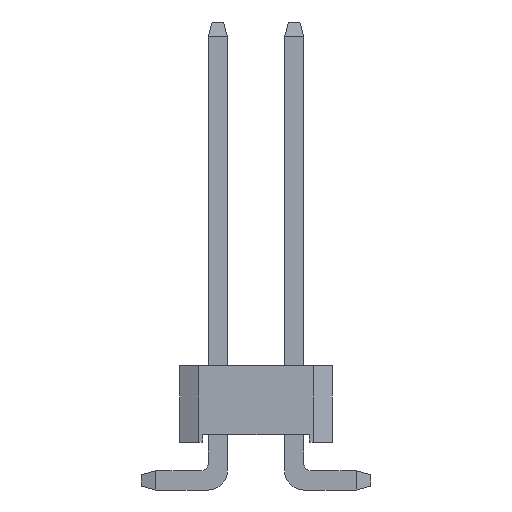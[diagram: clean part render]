
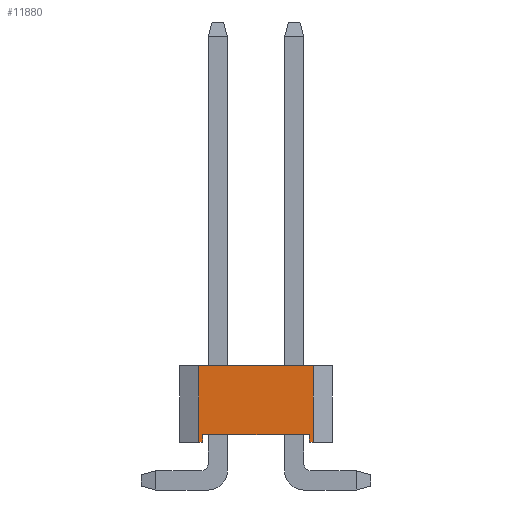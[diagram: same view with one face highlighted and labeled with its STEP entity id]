
A CAD part, left-side view. The second image highlights one B-rep face of the part: STEP entity #11880.
In plain terms, the highlighted planar face has unit normal (-1, 0, 0).
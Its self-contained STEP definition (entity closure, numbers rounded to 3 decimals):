
#681 = EDGE_LOOP ( 'NONE', ( #8852, #12252, #9595, #10655, #3097, #25488, #16885, #9882 ) ) ;
#1172 = CARTESIAN_POINT ( 'NONE',  ( -5., 1.4, 0.2 ) ) ;
#2019 = EDGE_CURVE ( 'NONE', #23778, #22984, #15620, .T. ) ;
#2068 = VERTEX_POINT ( 'NONE', #1172 ) ;
#2242 = DIRECTION ( 'NONE',  ( 0., 0., 1. ) ) ;
#2930 = CARTESIAN_POINT ( 'NONE',  ( -5., 1.4, 0.2 ) ) ;
#3097 = ORIENTED_EDGE ( 'NONE', *, *, #18021, .T. ) ;
#3387 = VECTOR ( 'NONE', #22498, 1000. ) ;
#3668 = EDGE_CURVE ( 'NONE', #4950, #21717, #4986, .T. ) ;
#4120 = CARTESIAN_POINT ( 'NONE',  ( -5., 1.5, 2. ) ) ;
#4128 = CARTESIAN_POINT ( 'NONE',  ( -5., -1.5, 0. ) ) ;
#4303 = CARTESIAN_POINT ( 'NONE',  ( -5., -1.4, 0. ) ) ;
#4461 = EDGE_CURVE ( 'NONE', #2068, #20755, #25744, .T. ) ;
#4950 = VERTEX_POINT ( 'NONE', #4128 ) ;
#4986 = LINE ( 'NONE', #13259, #24338 ) ;
#5064 = DIRECTION ( 'NONE',  ( 0., 0., -1. ) ) ;
#5127 = LINE ( 'NONE', #2930, #14815 ) ;
#5441 = VERTEX_POINT ( 'NONE', #19261 ) ;
#5765 = CARTESIAN_POINT ( 'NONE',  ( -5., -1.5, 2. ) ) ;
#5825 = VECTOR ( 'NONE', #13725, 1000. ) ;
#5849 = CARTESIAN_POINT ( 'NONE',  ( -5., -2., 0. ) ) ;
#7332 = DIRECTION ( 'NONE',  ( 0., 1., 0. ) ) ;
#8065 = VECTOR ( 'NONE', #2242, 1000. ) ;
#8285 = VERTEX_POINT ( 'NONE', #19794 ) ;
#8852 = ORIENTED_EDGE ( 'NONE', *, *, #25280, .T. ) ;
#9595 = ORIENTED_EDGE ( 'NONE', *, *, #22817, .F. ) ;
#9882 = ORIENTED_EDGE ( 'NONE', *, *, #2019, .F. ) ;
#10598 = AXIS2_PLACEMENT_3D ( 'NONE', #25578, #25458, #16741 ) ;
#10655 = ORIENTED_EDGE ( 'NONE', *, *, #12796, .F. ) ;
#10987 = FACE_OUTER_BOUND ( 'NONE', #681, .T. ) ;
#11880 = ADVANCED_FACE ( 'NONE', ( #10987 ), #17034, .F. ) ;
#12252 = ORIENTED_EDGE ( 'NONE', *, *, #4461, .F. ) ;
#12796 = EDGE_CURVE ( 'NONE', #5441, #8285, #16823, .T. ) ;
#13259 = CARTESIAN_POINT ( 'NONE',  ( -5., -1.5, -1.5 ) ) ;
#13725 = DIRECTION ( 'NONE',  ( 0., -1., 0. ) ) ;
#14474 = EDGE_CURVE ( 'NONE', #22984, #21717, #23836, .T. ) ;
#14815 = VECTOR ( 'NONE', #7332, 1000. ) ;
#15620 = LINE ( 'NONE', #25967, #23452 ) ;
#15759 = DIRECTION ( 'NONE',  ( 0., 0., 1. ) ) ;
#15916 = LINE ( 'NONE', #5849, #5825 ) ;
#16467 = VECTOR ( 'NONE', #19709, 1000. ) ;
#16741 = DIRECTION ( 'NONE',  ( 0., 0., -1. ) ) ;
#16823 = LINE ( 'NONE', #4303, #8065 ) ;
#16885 = ORIENTED_EDGE ( 'NONE', *, *, #14474, .F. ) ;
#17034 = PLANE ( 'NONE',  #10598 ) ;
#18021 = EDGE_CURVE ( 'NONE', #5441, #4950, #26505, .T. ) ;
#19261 = CARTESIAN_POINT ( 'NONE',  ( -5., -1.4, 0. ) ) ;
#19386 = CARTESIAN_POINT ( 'NONE',  ( -5., 1.4, 0. ) ) ;
#19709 = DIRECTION ( 'NONE',  ( 0., -1., 0. ) ) ;
#19794 = CARTESIAN_POINT ( 'NONE',  ( -5., -1.4, 0.2 ) ) ;
#19969 = VECTOR ( 'NONE', #5064, 1000. ) ;
#20755 = VERTEX_POINT ( 'NONE', #23693 ) ;
#21658 = DIRECTION ( 'NONE',  ( 0., 0., 1. ) ) ;
#21717 = VERTEX_POINT ( 'NONE', #5765 ) ;
#21759 = CARTESIAN_POINT ( 'NONE',  ( -5., 1.5, 0. ) ) ;
#21777 = CARTESIAN_POINT ( 'NONE',  ( -5., -2., 2. ) ) ;
#22498 = DIRECTION ( 'NONE',  ( 0., -1., 0. ) ) ;
#22817 = EDGE_CURVE ( 'NONE', #8285, #2068, #5127, .T. ) ;
#22984 = VERTEX_POINT ( 'NONE', #4120 ) ;
#23452 = VECTOR ( 'NONE', #15759, 1000. ) ;
#23693 = CARTESIAN_POINT ( 'NONE',  ( -5., 1.4, 0. ) ) ;
#23778 = VERTEX_POINT ( 'NONE', #21759 ) ;
#23836 = LINE ( 'NONE', #21777, #16467 ) ;
#24338 = VECTOR ( 'NONE', #21658, 1000. ) ;
#24448 = CARTESIAN_POINT ( 'NONE',  ( -5., -2., 0. ) ) ;
#25280 = EDGE_CURVE ( 'NONE', #23778, #20755, #15916, .T. ) ;
#25458 = DIRECTION ( 'NONE',  ( 1., 0., 0. ) ) ;
#25488 = ORIENTED_EDGE ( 'NONE', *, *, #3668, .T. ) ;
#25578 = CARTESIAN_POINT ( 'NONE',  ( -5., -2., 2. ) ) ;
#25744 = LINE ( 'NONE', #19386, #19969 ) ;
#25967 = CARTESIAN_POINT ( 'NONE',  ( -5., 1.5, -1.5 ) ) ;
#26505 = LINE ( 'NONE', #24448, #3387 ) ;
